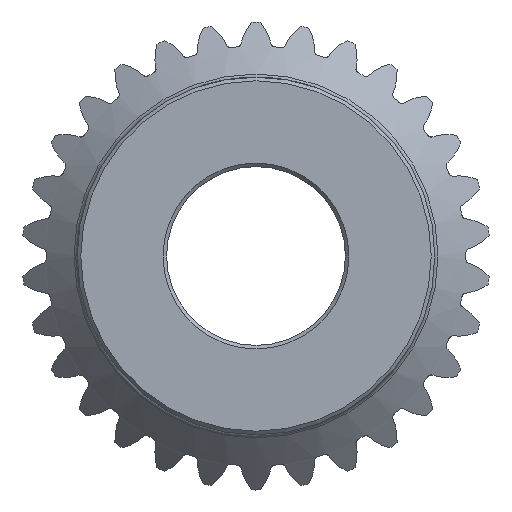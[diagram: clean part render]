
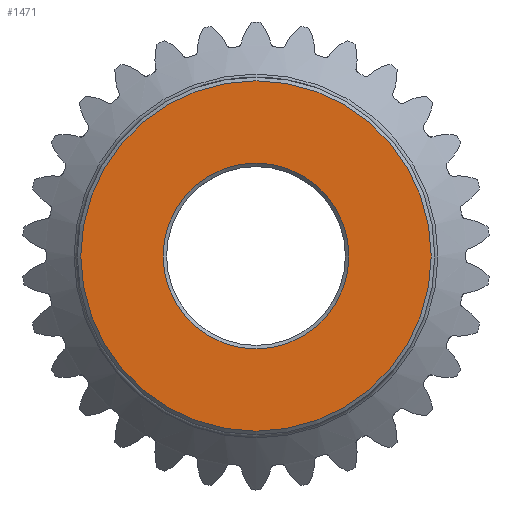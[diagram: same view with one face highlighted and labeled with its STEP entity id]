
A CAD part, left-side view. The second image highlights one B-rep face of the part: STEP entity #1471.
In plain terms, the highlighted planar face has unit normal (-1, 0, 0).
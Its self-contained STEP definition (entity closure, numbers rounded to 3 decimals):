
#136 = FACE_OUTER_BOUND ( 'NONE', #1058, .T. ) ;
#143 = FACE_BOUND ( 'NONE', #1002, .T. ) ;
#693 = ORIENTED_EDGE ( 'NONE', *, *, #3770, .T. ) ;
#694 = ORIENTED_EDGE ( 'NONE', *, *, #3771, .T. ) ;
#1002 = EDGE_LOOP ( 'NONE', ( #693 ) ) ;
#1058 = EDGE_LOOP ( 'NONE', ( #694 ) ) ;
#1471 = ADVANCED_FACE ( 'NONE', ( #143, #136 ), #10809, .T. ) ;
#1581 = VERTEX_POINT ( 'NONE', #3662 ) ;
#1582 = VERTEX_POINT ( 'NONE', #3661 ) ;
#2984 = CARTESIAN_POINT ( 'NONE',  ( -8.912, 0., 0. ) ) ;
#2985 = DIRECTION ( 'NONE',  ( 1., 0., 0. ) ) ;
#2986 = DIRECTION ( 'NONE',  ( 0., 0., 1. ) ) ;
#2988 = CARTESIAN_POINT ( 'NONE',  ( -8.912, 0., 0. ) ) ;
#2989 = DIRECTION ( 'NONE',  ( -1., 0., 0. ) ) ;
#2990 = DIRECTION ( 'NONE',  ( 0., 0., 1. ) ) ;
#3028 = CIRCLE ( 'NONE', #3719, 6.223 ) ;
#3029 = CIRCLE ( 'NONE', #3718, 3.302 ) ;
#3661 = CARTESIAN_POINT ( 'NONE',  ( -8.912, 0., 3.302 ) ) ;
#3662 = CARTESIAN_POINT ( 'NONE',  ( -8.912, 0., 6.223 ) ) ;
#3718 = AXIS2_PLACEMENT_3D ( 'NONE', #2984, #2985, #2986 ) ;
#3719 = AXIS2_PLACEMENT_3D ( 'NONE', #2988, #2989, #2990 ) ;
#3770 = EDGE_CURVE ( 'NONE', #1582, #1582, #3029, .T. ) ;
#3771 = EDGE_CURVE ( 'NONE', #1581, #1581, #3028, .T. ) ;
#7330 = AXIS2_PLACEMENT_3D ( 'NONE', #10808, #10811, #10812 ) ;
#10808 = CARTESIAN_POINT ( 'NONE',  ( -8.912, 0., 0. ) ) ;
#10809 = PLANE ( 'NONE',  #7330 ) ;
#10811 = DIRECTION ( 'NONE',  ( -1., 0., 0. ) ) ;
#10812 = DIRECTION ( 'NONE',  ( 0., 0., 1. ) ) ;
